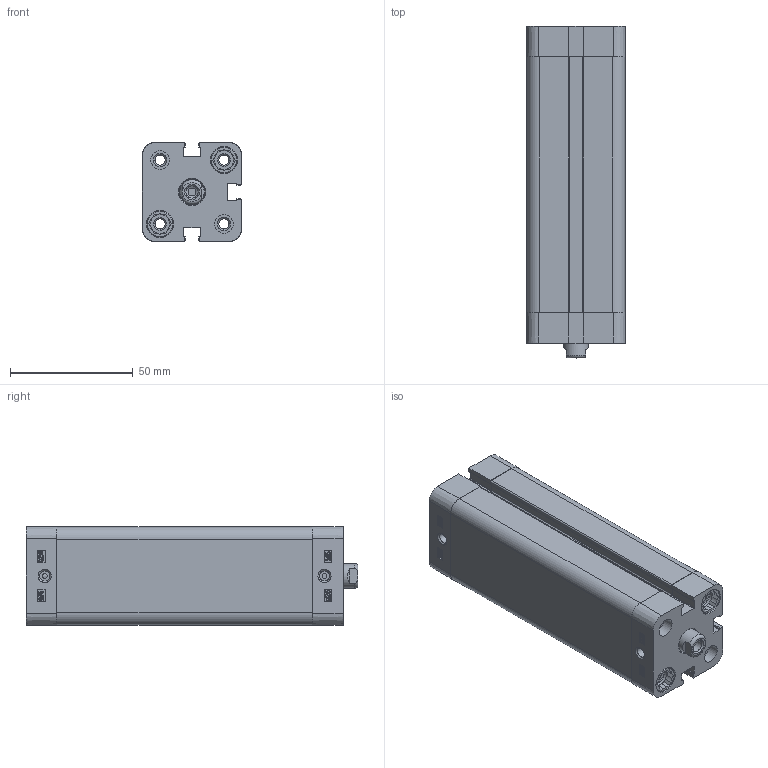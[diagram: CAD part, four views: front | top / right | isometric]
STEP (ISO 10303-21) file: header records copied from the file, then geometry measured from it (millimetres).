
FILE_DESCRIPTION((''),'2;1');
FILE_NAME('PDM025.090.GS.F.stp','2013-01-31T08:39:10',('Administrator'),(''),'Autodesk Inventor 2012','Autodesk Inventor 2012','');
FILE_SCHEMA(('CONFIG_CONTROL_DESIGN'));
Length unit declared in the file: millimetre
Products named in the file (1): PDM025.090.GS.F
Bounding box: 40.3 x 135 x 40.3 mm (x, y, z)
Volume: 104846.1 mm3; surface area: 54355.8 mm2
Topology: 1 solids, 3 shells, 592 faces, 1547 edges, 1015 vertices
Faces by surface type: plane 311, cylinder 129, bspline 92, cone 50, torus 10
Full cylindrical faces by diameter (mm): 2 x2, 4.134 x10, 4.917 x1, 7.5 x4, 7.55 x2, 8 x8, 9 x1, 10 x1, 10.5 x1, 10.8 x4, 11.1 x4, 25 x1, 27.3 x1, 27.5 x1
Entity records: 18712 total; most frequent: CARTESIAN_POINT 4296, ORIENTED_EDGE 2882, DIRECTION 2592, EDGE_CURVE 1441, VERTEX_POINT 999, VECTOR 898, LINE 898, AXIS2_PLACEMENT_3D 847
